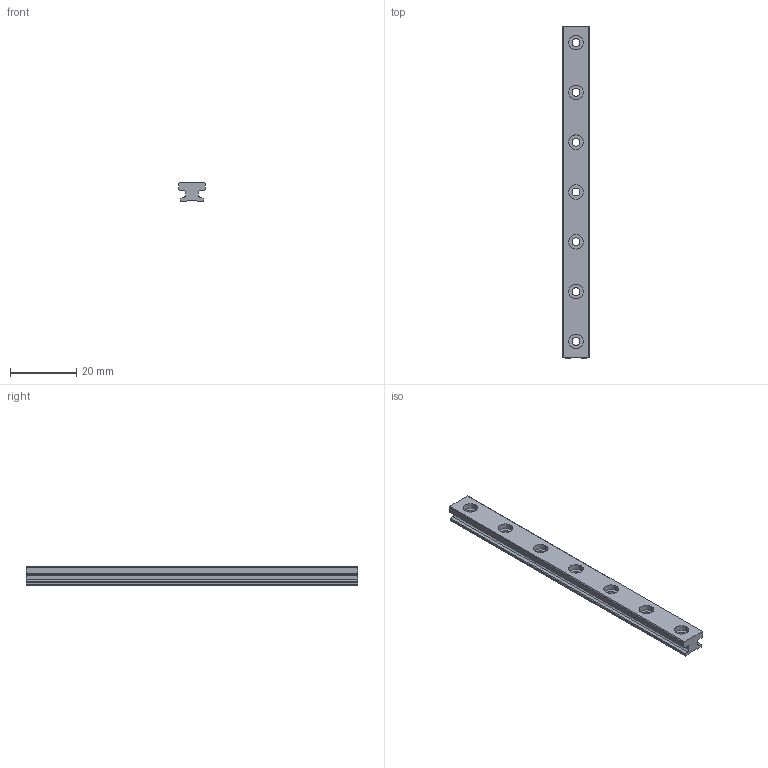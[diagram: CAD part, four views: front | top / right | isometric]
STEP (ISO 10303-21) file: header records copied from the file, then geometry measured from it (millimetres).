
FILE_DESCRIPTION(('STEP AP214'),'1');
FILE_NAME('cctmp_EE0F8ABF-9A1D-430F-99C3-D54AA97734B7_2024_03_29_16_40_12_0165_156400..stp','2024-03-29T15:40:12',('igus GmbH'),('CADClick - www.CADClick.com'),'Spatial InterOp 3D',' ','unknown authorization');
FILE_SCHEMA(('AUTOMOTIVE_DESIGN'));
Length unit declared in the file: millimetre
Products named in the file (2): 2024_03_29_16_40_12_0118; 2024_03_29_16_40_12_0165
Assembly tree (1 placements, depth 2):
  2024_03_29_16_40_12_0118
    2024_03_29_16_40_12_0165
Bounding box: 8 x 100 x 5.5 mm (x, y, z)
Volume: 2992.5 mm3; surface area: 3494.7 mm2
Topology: 1 solids, 1 shells, 65 faces, 168 edges, 112 vertices
Faces by surface type: cylinder 34, plane 31
Entity records: 2609 total; most frequent: DIRECTION 370, CARTESIAN_POINT 347, ORIENTED_EDGE 336, EDGE_CURVE 168, AXIS2_PLACEMENT_3D 135, VERTEX_POINT 112, LINE 100, VECTOR 100
